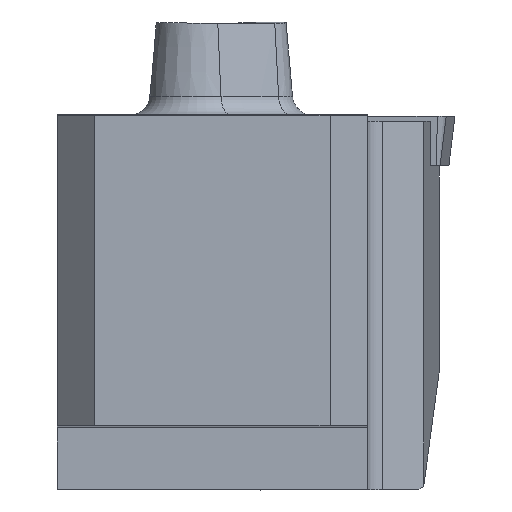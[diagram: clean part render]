
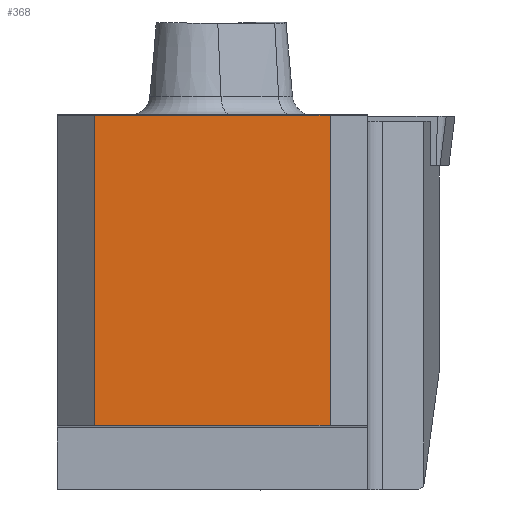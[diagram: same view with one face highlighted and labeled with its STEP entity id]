
A CAD part, top view. The second image highlights one B-rep face of the part: STEP entity #368.
In plain terms, the highlighted planar face has unit normal (0, 0, 1).
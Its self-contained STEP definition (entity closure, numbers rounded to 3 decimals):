
#368=ADVANCED_FACE('CU_BACK_SU1',(#530),#471,.F.);
#471=PLANE('',#2063);
#530=FACE_OUTER_BOUND('',#619,.T.);
#619=EDGE_LOOP('',(#860,#861,#862,#863));
#860=ORIENTED_EDGE('',*,*,#1530,.F.);
#861=ORIENTED_EDGE('',*,*,#1531,.F.);
#862=ORIENTED_EDGE('',*,*,#1532,.T.);
#863=ORIENTED_EDGE('',*,*,#1528,.T.);
#1327=VERTEX_POINT('',#3088);
#1328=VERTEX_POINT('',#3090);
#1329=VERTEX_POINT('',#3094);
#1330=VERTEX_POINT('',#3096);
#1528=EDGE_CURVE('',#1328,#1327,#1754,.T.);
#1530=EDGE_CURVE('',#1329,#1327,#1756,.T.);
#1531=EDGE_CURVE('',#1330,#1329,#1757,.T.);
#1532=EDGE_CURVE('',#1330,#1328,#1758,.T.);
#1754=LINE('',#3089,#1884);
#1756=LINE('',#3093,#1886);
#1757=LINE('',#3095,#1887);
#1758=LINE('',#3097,#1888);
#1884=VECTOR('',#2372,1.);
#1886=VECTOR('',#2376,1.);
#1887=VECTOR('',#2377,1.);
#1888=VECTOR('',#2378,1.);
#2063=AXIS2_PLACEMENT_3D('',#3098,#2379,#2380);
#2372=DIRECTION('',(1.,0.,0.));
#2376=DIRECTION('',(0.,-1.,0.));
#2377=DIRECTION('',(1.,0.,0.));
#2378=DIRECTION('',(0.,-1.,0.));
#2379=DIRECTION('',(0.,0.,-1.));
#2380=DIRECTION('',(1.,0.,0.));
#3088=CARTESIAN_POINT('',(21.925,0.,0.));
#3089=CARTESIAN_POINT('',(110.,0.,0.));
#3090=CARTESIAN_POINT('',(3.,0.,0.));
#3093=CARTESIAN_POINT('',(21.925,0.,0.));
#3094=CARTESIAN_POINT('',(21.925,24.925,0.));
#3095=CARTESIAN_POINT('',(110.,24.925,0.));
#3096=CARTESIAN_POINT('',(3.,24.925,0.));
#3097=CARTESIAN_POINT('',(3.,0.,0.));
#3098=CARTESIAN_POINT('',(-23.246,44.925,0.));
